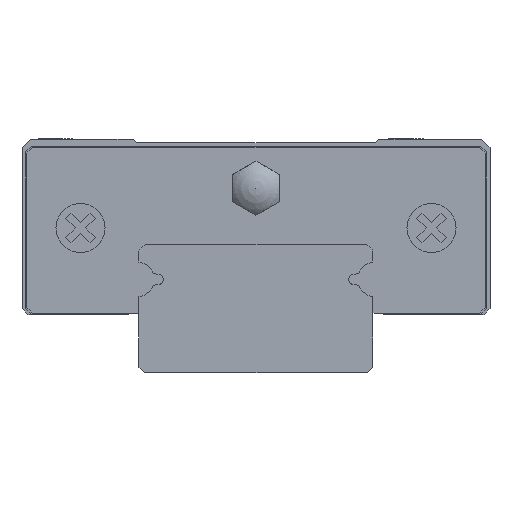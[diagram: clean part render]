
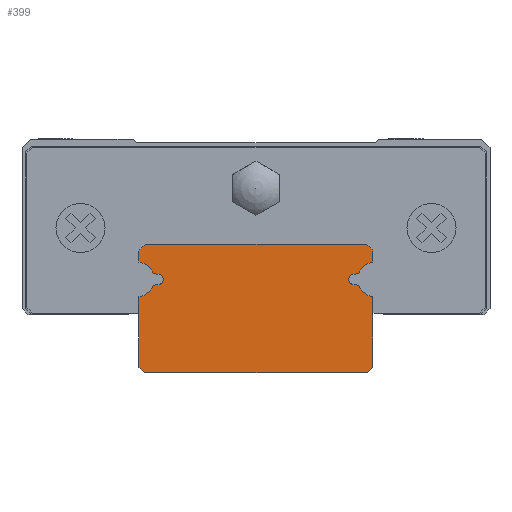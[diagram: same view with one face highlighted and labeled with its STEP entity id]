
A CAD part, front view. The second image highlights one B-rep face of the part: STEP entity #399.
In plain terms, the highlighted planar face has unit normal (0, -1, 0).
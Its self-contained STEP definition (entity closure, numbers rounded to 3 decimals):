
#399 = ADVANCED_FACE( '', ( #881 ), #882, .F. );
#881 = FACE_OUTER_BOUND( '', #1490, .T. );
#882 = PLANE( '', #1491 );
#1490 = EDGE_LOOP( '', ( #2443, #2444, #2445, #2446, #2447, #2448, #2449, #2450, #2451, #2452, #2453, #2454, #2455, #2456, #2457, #2458, #2459, #2460, #2461, #2462 ) );
#1491 = AXIS2_PLACEMENT_3D( '', #2463, #2464, #2465 );
#2443 = ORIENTED_EDGE( '', *, *, #3842, .T. );
#2444 = ORIENTED_EDGE( '', *, *, #3843, .T. );
#2445 = ORIENTED_EDGE( '', *, *, #3844, .T. );
#2446 = ORIENTED_EDGE( '', *, *, #3845, .T. );
#2447 = ORIENTED_EDGE( '', *, *, #3639, .T. );
#2448 = ORIENTED_EDGE( '', *, *, #3756, .T. );
#2449 = ORIENTED_EDGE( '', *, *, #3722, .T. );
#2450 = ORIENTED_EDGE( '', *, *, #3846, .T. );
#2451 = ORIENTED_EDGE( '', *, *, #3732, .T. );
#2452 = ORIENTED_EDGE( '', *, *, #3847, .T. );
#2453 = ORIENTED_EDGE( '', *, *, #3802, .T. );
#2454 = ORIENTED_EDGE( '', *, *, #3848, .T. );
#2455 = ORIENTED_EDGE( '', *, *, #3849, .T. );
#2456 = ORIENTED_EDGE( '', *, *, #3850, .T. );
#2457 = ORIENTED_EDGE( '', *, *, #3851, .T. );
#2458 = ORIENTED_EDGE( '', *, *, #3852, .T. );
#2459 = ORIENTED_EDGE( '', *, *, #3792, .T. );
#2460 = ORIENTED_EDGE( '', *, *, #3853, .T. );
#2461 = ORIENTED_EDGE( '', *, *, #3667, .T. );
#2462 = ORIENTED_EDGE( '', *, *, #3854, .T. );
#2463 = CARTESIAN_POINT( '', ( 10.2, -80., 8. ) );
#2464 = DIRECTION( '', ( 0., 1., 0. ) );
#2465 = DIRECTION( '', ( 0., 0., 1. ) );
#3639 = EDGE_CURVE( '', #4372, #4370, #4373, .T. );
#3667 = EDGE_CURVE( '', #4420, #4418, #4421, .T. );
#3722 = EDGE_CURVE( '', #4509, #4507, #4510, .T. );
#3732 = EDGE_CURVE( '', #4527, #4525, #4528, .T. );
#3756 = EDGE_CURVE( '', #4370, #4509, #4566, .T. );
#3792 = EDGE_CURVE( '', #4623, #4621, #4624, .T. );
#3802 = EDGE_CURVE( '', #4638, #4636, #4639, .T. );
#3842 = EDGE_CURVE( '', #4697, #4698, #4699, .T. );
#3843 = EDGE_CURVE( '', #4698, #4700, #4701, .T. );
#3844 = EDGE_CURVE( '', #4700, #4702, #4703, .T. );
#3845 = EDGE_CURVE( '', #4702, #4372, #4704, .T. );
#3846 = EDGE_CURVE( '', #4507, #4527, #4705, .T. );
#3847 = EDGE_CURVE( '', #4525, #4638, #4706, .T. );
#3848 = EDGE_CURVE( '', #4636, #4707, #4708, .T. );
#3849 = EDGE_CURVE( '', #4707, #4709, #4710, .T. );
#3850 = EDGE_CURVE( '', #4709, #4711, #4712, .T. );
#3851 = EDGE_CURVE( '', #4711, #4713, #4714, .T. );
#3852 = EDGE_CURVE( '', #4713, #4623, #4715, .T. );
#3853 = EDGE_CURVE( '', #4621, #4420, #4716, .T. );
#3854 = EDGE_CURVE( '', #4418, #4697, #4717, .T. );
#4370 = VERTEX_POINT( '', #5400 );
#4372 = VERTEX_POINT( '', #5403 );
#4373 = CIRCLE( '', #5404, 1.5 );
#4418 = VERTEX_POINT( '', #5466 );
#4420 = VERTEX_POINT( '', #5469 );
#4421 = CIRCLE( '', #5470, 1.5 );
#4507 = VERTEX_POINT( '', #5590 );
#4509 = VERTEX_POINT( '', #5593 );
#4510 = CIRCLE( '', #5594, 0.47 );
#4525 = VERTEX_POINT( '', #5614 );
#4527 = VERTEX_POINT( '', #5617 );
#4528 = CIRCLE( '', #5618, 1.5 );
#4566 = LINE( '', #5672, #5673 );
#4621 = VERTEX_POINT( '', #5752 );
#4623 = VERTEX_POINT( '', #5755 );
#4624 = CIRCLE( '', #5756, 0.47 );
#4636 = VERTEX_POINT( '', #5772 );
#4638 = VERTEX_POINT( '', #5775 );
#4639 = CIRCLE( '', #5776, 1.15 );
#4697 = VERTEX_POINT( '', #5859 );
#4698 = VERTEX_POINT( '', #5860 );
#4699 = LINE( '', #5861, #5862 );
#4700 = VERTEX_POINT( '', #5863 );
#4701 = LINE( '', #5864, #5865 );
#4702 = VERTEX_POINT( '', #5866 );
#4703 = LINE( '', #5867, #5868 );
#4704 = LINE( '', #5869, #5870 );
#4705 = LINE( '', #5871, #5872 );
#4706 = LINE( '', #5873, #5874 );
#4707 = VERTEX_POINT( '', #5875 );
#4708 = LINE( '', #5876, #5877 );
#4709 = VERTEX_POINT( '', #5878 );
#4710 = CIRCLE( '', #5879, 1.15 );
#4711 = VERTEX_POINT( '', #5880 );
#4712 = LINE( '', #5881, #5882 );
#4713 = VERTEX_POINT( '', #5883 );
#4714 = CIRCLE( '', #5884, 1.5 );
#4715 = LINE( '', #5885, #5886 );
#4716 = LINE( '', #5887, #5888 );
#4717 = LINE( '', #5889, #5890 );
#5400 = CARTESIAN_POINT( '', ( 8.786, -80., 7.498 ) );
#5403 = CARTESIAN_POINT( '', ( 10., -80., 6.513 ) );
#5404 = AXIS2_PLACEMENT_3D( '', #6574, #6575, #6576 );
#5466 = CARTESIAN_POINT( '', ( -10., -80., 6.513 ) );
#5469 = CARTESIAN_POINT( '', ( -8.786, -80., 7.498 ) );
#5470 = AXIS2_PLACEMENT_3D( '', #6601, #6602, #6603 );
#5590 = CARTESIAN_POINT( '', ( 8.191, -80., 8.421 ) );
#5593 = CARTESIAN_POINT( '', ( 8.191, -80., 7.579 ) );
#5594 = AXIS2_PLACEMENT_3D( '', #6657, #6658, #6659 );
#5614 = CARTESIAN_POINT( '', ( 10., -80., 9.487 ) );
#5617 = CARTESIAN_POINT( '', ( 8.786, -80., 8.502 ) );
#5618 = AXIS2_PLACEMENT_3D( '', #6669, #6670, #6671 );
#5672 = CARTESIAN_POINT( '', ( 8.786, -80., 7.498 ) );
#5673 = VECTOR( '', #6700, 1000. );
#5752 = CARTESIAN_POINT( '', ( -8.191, -80., 7.579 ) );
#5755 = CARTESIAN_POINT( '', ( -8.191, -80., 8.421 ) );
#5756 = AXIS2_PLACEMENT_3D( '', #6729, #6730, #6731 );
#5772 = CARTESIAN_POINT( '', ( 9.419, -80., 11. ) );
#5775 = CARTESIAN_POINT( '', ( 10., -80., 10.419 ) );
#5776 = AXIS2_PLACEMENT_3D( '', #6740, #6741, #6742 );
#5859 = CARTESIAN_POINT( '', ( -10., -80., 0.5 ) );
#5860 = CARTESIAN_POINT( '', ( -9.5, -80., 0. ) );
#5861 = CARTESIAN_POINT( '', ( -9.5, -80., 0. ) );
#5862 = VECTOR( '', #6780, 1000. );
#5863 = CARTESIAN_POINT( '', ( 9.5, -80., 0. ) );
#5864 = CARTESIAN_POINT( '', ( -9.5, -80., 0. ) );
#5865 = VECTOR( '', #6781, 1000. );
#5866 = CARTESIAN_POINT( '', ( 10., -80., 0.5 ) );
#5867 = CARTESIAN_POINT( '', ( 9.5, -80., 0. ) );
#5868 = VECTOR( '', #6782, 1000. );
#5869 = CARTESIAN_POINT( '', ( 10., -80., 0.5 ) );
#5870 = VECTOR( '', #6783, 1000. );
#5871 = CARTESIAN_POINT( '', ( 8.191, -80., 8.421 ) );
#5872 = VECTOR( '', #6784, 1000. );
#5873 = CARTESIAN_POINT( '', ( 10., -80., 9.487 ) );
#5874 = VECTOR( '', #6785, 1000. );
#5875 = CARTESIAN_POINT( '', ( -9.419, -80., 11. ) );
#5876 = CARTESIAN_POINT( '', ( 9.419, -80., 11. ) );
#5877 = VECTOR( '', #6786, 1000. );
#5878 = CARTESIAN_POINT( '', ( -10., -80., 10.419 ) );
#5879 = AXIS2_PLACEMENT_3D( '', #6787, #6788, #6789 );
#5880 = CARTESIAN_POINT( '', ( -10., -80., 9.487 ) );
#5881 = CARTESIAN_POINT( '', ( -10., -80., 10.419 ) );
#5882 = VECTOR( '', #6790, 1000. );
#5883 = CARTESIAN_POINT( '', ( -8.786, -80., 8.502 ) );
#5884 = AXIS2_PLACEMENT_3D( '', #6791, #6792, #6793 );
#5885 = CARTESIAN_POINT( '', ( -8.786, -80., 8.502 ) );
#5886 = VECTOR( '', #6794, 1000. );
#5887 = CARTESIAN_POINT( '', ( -8.191, -80., 7.579 ) );
#5888 = VECTOR( '', #6795, 1000. );
#5889 = CARTESIAN_POINT( '', ( -10., -80., 0.5 ) );
#5890 = VECTOR( '', #6796, 1000. );
#6574 = CARTESIAN_POINT( '', ( 10.2, -80., 8. ) );
#6575 = DIRECTION( '', ( 0., 1., 0. ) );
#6576 = DIRECTION( '', ( 1., 0., 0. ) );
#6601 = CARTESIAN_POINT( '', ( -10.2, -80., 8. ) );
#6602 = DIRECTION( '', ( 0., 1., 0. ) );
#6603 = DIRECTION( '', ( 1., 0., 0. ) );
#6657 = CARTESIAN_POINT( '', ( 8.4, -80., 8. ) );
#6658 = DIRECTION( '', ( 0., 1., 0. ) );
#6659 = DIRECTION( '', ( 1., 0., 0. ) );
#6669 = CARTESIAN_POINT( '', ( 10.2, -80., 8. ) );
#6670 = DIRECTION( '', ( 0., 1., 0. ) );
#6671 = DIRECTION( '', ( 1., 0., 0. ) );
#6700 = DIRECTION( '', ( -0.991, 0., 0.135 ) );
#6729 = CARTESIAN_POINT( '', ( -8.4, -80., 8. ) );
#6730 = DIRECTION( '', ( 0., 1., 0. ) );
#6731 = DIRECTION( '', ( -1., 0., 0. ) );
#6740 = CARTESIAN_POINT( '', ( 8.95, -80., 9.95 ) );
#6741 = DIRECTION( '', ( 0., -1., 0. ) );
#6742 = DIRECTION( '', ( 1., 0., 0. ) );
#6780 = DIRECTION( '', ( 0.707, 0., -0.707 ) );
#6781 = DIRECTION( '', ( 1., 0., 0. ) );
#6782 = DIRECTION( '', ( 0.707, 0., 0.707 ) );
#6783 = DIRECTION( '', ( 0., 0., 1. ) );
#6784 = DIRECTION( '', ( 0.991, 0., 0.135 ) );
#6785 = DIRECTION( '', ( 0., 0., 1. ) );
#6786 = DIRECTION( '', ( -1., 0., 0. ) );
#6787 = CARTESIAN_POINT( '', ( -8.95, -80., 9.95 ) );
#6788 = DIRECTION( '', ( 0., -1., 0. ) );
#6789 = DIRECTION( '', ( 1., 0., 0. ) );
#6790 = DIRECTION( '', ( 0., 0., -1. ) );
#6791 = CARTESIAN_POINT( '', ( -10.2, -80., 8. ) );
#6792 = DIRECTION( '', ( 0., 1., 0. ) );
#6793 = DIRECTION( '', ( 1., 0., 0. ) );
#6794 = DIRECTION( '', ( 0.991, 0., -0.135 ) );
#6795 = DIRECTION( '', ( -0.991, 0., -0.135 ) );
#6796 = DIRECTION( '', ( 0., 0., -1. ) );
